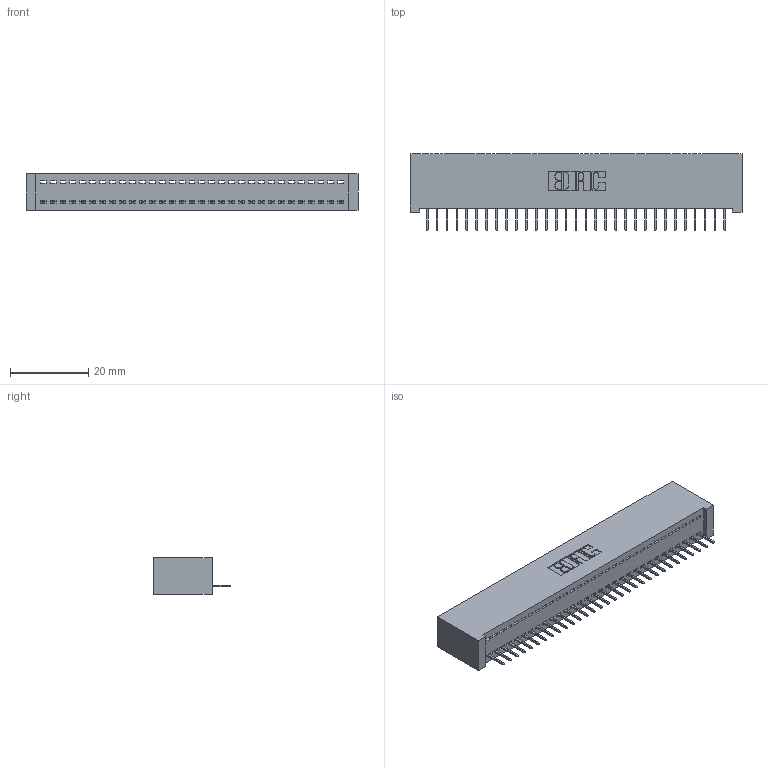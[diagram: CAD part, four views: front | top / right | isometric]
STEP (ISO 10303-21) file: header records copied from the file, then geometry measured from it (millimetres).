
FILE_DESCRIPTION (( 'STEP AP203' ), '1' );
FILE_NAME ('392-031-524-101.STEP', '2018-08-15T23:11:33', ( '' ), ( '' ), 'SwSTEP 2.0', 'SolidWorks 2016', '' );
FILE_SCHEMA (( 'CONFIG_CONTROL_DESIGN' ));
Length unit declared in the file: inch
Products named in the file (3): 392-031-524-101; 342 Part_Lugless; 345-292-001_345-293-124
Assembly tree (32 placements, depth 2):
  392-031-524-101
    342 Part_Lugless
    345-292-001_345-293-124  x31
Bounding box: 84.99 x 19.69 x 9.4 mm (x, y, z)
Volume: 7697.8 mm3; surface area: 11041.4 mm2
Topology: 32 solids, 32 shells, 2024 faces, 5855 edges, 3778 vertices
Faces by surface type: plane 1550, cylinder 474
Entity records: 20039 total; most frequent: CARTESIAN_POINT 3463, ORIENTED_EDGE 3430, DIRECTION 2937, EDGE_CURVE 1715, LINE 1599, VECTOR 1599, VERTEX_POINT 1138, AXIS2_PLACEMENT_3D 669
